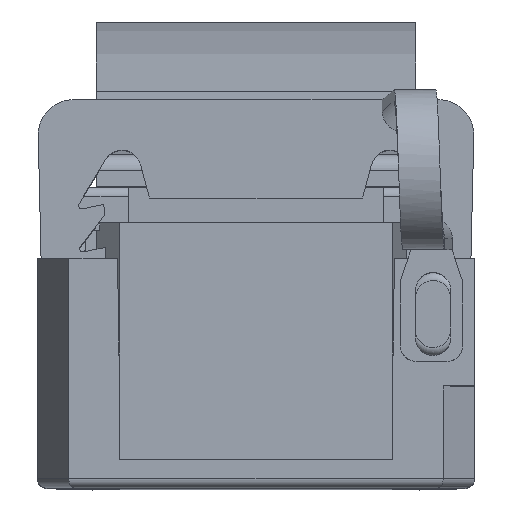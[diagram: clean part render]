
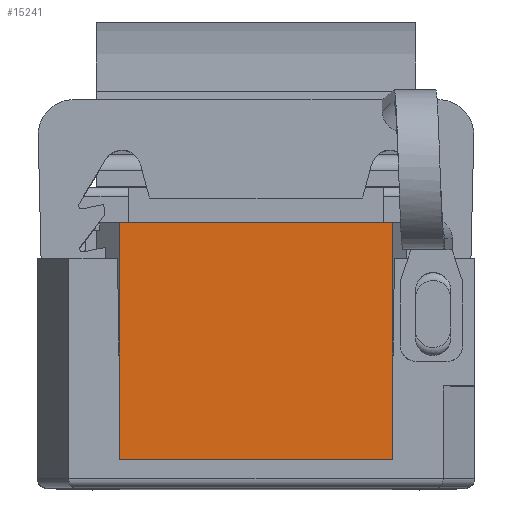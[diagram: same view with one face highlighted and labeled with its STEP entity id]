
A CAD part, top view. The second image highlights one B-rep face of the part: STEP entity #15241.
In plain terms, the highlighted planar face has unit normal (0, 0, 1).
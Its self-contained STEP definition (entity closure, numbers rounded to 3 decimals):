
#15217=AXIS2_PLACEMENT_3D('Plane Axis2P3D',#15214,#15215,#15216) ;
#8092=CARTESIAN_POINT('Vertex',(2.531,8.35,40.285)) ;
#8096=CARTESIAN_POINT('Control Point',(11.118,8.35,40.285)) ;
#8097=CARTESIAN_POINT('Control Point',(2.531,8.35,40.285)) ;
#8098=CARTESIAN_POINT('Vertex',(11.118,8.35,40.285)) ;
#8607=CARTESIAN_POINT('Vertex',(11.118,3.654,40.285)) ;
#9187=CARTESIAN_POINT('Line Origine',(11.118,4.66,40.285)) ;
#9191=CARTESIAN_POINT('Vertex',(11.118,0.9,40.285)) ;
#10241=CARTESIAN_POINT('Vertex',(2.531,0.9,40.285)) ;
#10258=CARTESIAN_POINT('Line Origine',(6.825,0.9,40.285)) ;
#11375=CARTESIAN_POINT('Vertex',(2.531,3.654,40.285)) ;
#11385=CARTESIAN_POINT('Line Origine',(2.531,4.66,40.285)) ;
#15187=CARTESIAN_POINT('Line Origine',(11.118,6.475,40.285)) ;
#15191=CARTESIAN_POINT('Vertex',(11.118,4.6,40.285)) ;
#15194=CARTESIAN_POINT('Line Origine',(11.118,4.127,40.285)) ;
#15214=CARTESIAN_POINT('Axis2P3D Location',(2.531,0.9,40.285)) ;
#15219=CARTESIAN_POINT('Line Origine',(2.531,6.475,40.285)) ;
#15223=CARTESIAN_POINT('Vertex',(2.531,4.6,40.285)) ;
#15226=CARTESIAN_POINT('Line Origine',(2.531,4.127,40.285)) ;
#9188=DIRECTION('Vector Direction',(0.,1.,0.)) ;
#10259=DIRECTION('Vector Direction',(1.,0.,0.)) ;
#11386=DIRECTION('Vector Direction',(0.,1.,0.)) ;
#15188=DIRECTION('Vector Direction',(0.,1.,0.)) ;
#15195=DIRECTION('Vector Direction',(0.,1.,0.)) ;
#15215=DIRECTION('Axis2P3D Direction',(0.,0.,1.)) ;
#15216=DIRECTION('Axis2P3D XDirection',(1.,0.,0.)) ;
#15220=DIRECTION('Vector Direction',(0.,1.,0.)) ;
#15227=DIRECTION('Vector Direction',(0.,1.,0.)) ;
#9189=VECTOR('Line Direction',#9188,1.) ;
#10260=VECTOR('Line Direction',#10259,1.) ;
#11387=VECTOR('Line Direction',#11386,1.) ;
#15189=VECTOR('Line Direction',#15188,1.) ;
#15196=VECTOR('Line Direction',#15195,1.) ;
#15221=VECTOR('Line Direction',#15220,1.) ;
#15228=VECTOR('Line Direction',#15227,1.) ;
#15232=ORIENTED_EDGE('',*,*,#15225,.F.) ;
#15233=ORIENTED_EDGE('',*,*,#15230,.F.) ;
#15234=ORIENTED_EDGE('',*,*,#11389,.F.) ;
#15235=ORIENTED_EDGE('',*,*,#10262,.T.) ;
#15236=ORIENTED_EDGE('',*,*,#9193,.T.) ;
#15237=ORIENTED_EDGE('',*,*,#15198,.T.) ;
#15238=ORIENTED_EDGE('',*,*,#15193,.T.) ;
#15239=ORIENTED_EDGE('',*,*,#8100,.F.) ;
#15241=ADVANCED_FACE('Hauptk\X2\00F6\X0\rper',(#15240),#15218,.T.) ;
#8095=B_SPLINE_CURVE_WITH_KNOTS('',1,(#8096,#8097),.UNSPECIFIED.,.F.,.U.,(2,2),(0.,8.586),.UNSPECIFIED.) ;
#8100=EDGE_CURVE('',#8093,#8099,#8095,.F.) ;
#9193=EDGE_CURVE('',#9192,#8608,#9190,.T.) ;
#10262=EDGE_CURVE('',#10242,#9192,#10261,.T.) ;
#11389=EDGE_CURVE('',#10242,#11376,#11388,.T.) ;
#15193=EDGE_CURVE('',#15192,#8099,#15190,.T.) ;
#15198=EDGE_CURVE('',#8608,#15192,#15197,.T.) ;
#15225=EDGE_CURVE('',#15224,#8093,#15222,.T.) ;
#15230=EDGE_CURVE('',#11376,#15224,#15229,.T.) ;
#15231=EDGE_LOOP('',(#15232,#15233,#15234,#15235,#15236,#15237,#15238,#15239)) ;
#15240=FACE_OUTER_BOUND('',#15231,.T.) ;
#9190=LINE('Line',#9187,#9189) ;
#10261=LINE('Line',#10258,#10260) ;
#11388=LINE('Line',#11385,#11387) ;
#15190=LINE('Line',#15187,#15189) ;
#15197=LINE('Line',#15194,#15196) ;
#15222=LINE('Line',#15219,#15221) ;
#15229=LINE('Line',#15226,#15228) ;
#15218=PLANE('',#15217) ;
#8093=VERTEX_POINT('',#8092) ;
#8099=VERTEX_POINT('',#8098) ;
#8608=VERTEX_POINT('',#8607) ;
#9192=VERTEX_POINT('',#9191) ;
#10242=VERTEX_POINT('',#10241) ;
#11376=VERTEX_POINT('',#11375) ;
#15192=VERTEX_POINT('',#15191) ;
#15224=VERTEX_POINT('',#15223) ;
